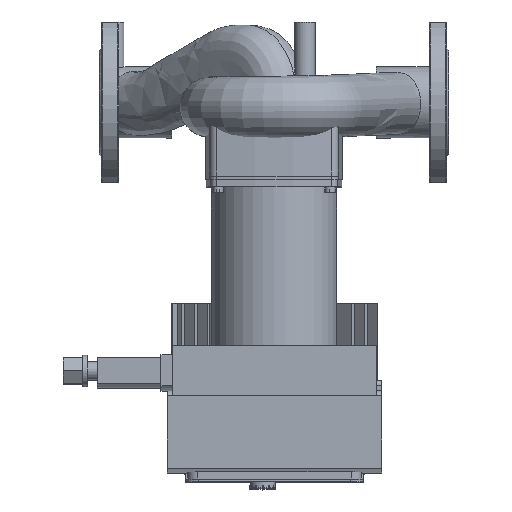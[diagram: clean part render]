
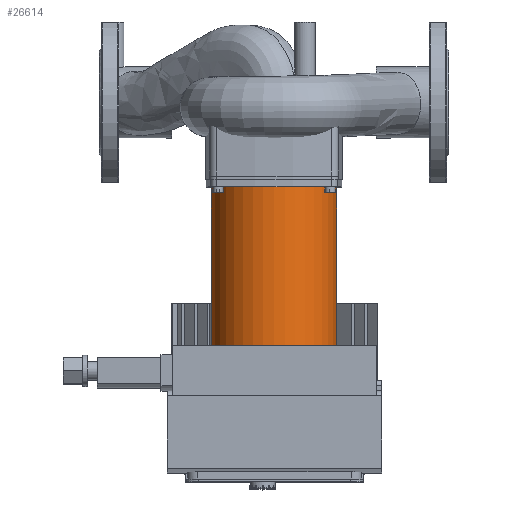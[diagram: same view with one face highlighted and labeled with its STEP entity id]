
A CAD part, top view. The second image highlights one B-rep face of the part: STEP entity #26614.
In plain terms, the highlighted cylindrical face has radius 61 mm (diameter 122 mm), a full revolution.
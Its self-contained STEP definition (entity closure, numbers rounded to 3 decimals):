
#234=FACE_BOUND('',#9321,.T.);
#6061=CYLINDRICAL_SURFACE('',#29163,61.);
#7718=FACE_OUTER_BOUND('',#9320,.T.);
#9320=EDGE_LOOP('',(#23989));
#9321=EDGE_LOOP('',(#23990));
#10375=CIRCLE('',#29164,61.);
#10376=CIRCLE('',#29165,61.);
#12713=VERTEX_POINT('',#80246);
#12714=VERTEX_POINT('',#80248);
#16492=EDGE_CURVE('',#12713,#12713,#10375,.T.);
#16493=EDGE_CURVE('',#12714,#12714,#10376,.T.);
#23989=ORIENTED_EDGE('',*,*,#16492,.T.);
#23990=ORIENTED_EDGE('',*,*,#16493,.F.);
#26614=ADVANCED_FACE('',(#7718,#234),#6061,.T.);
#29163=AXIS2_PLACEMENT_3D('',#80245,#36598,#36599);
#29164=AXIS2_PLACEMENT_3D('',#80247,#36600,#36601);
#29165=AXIS2_PLACEMENT_3D('',#80249,#36602,#36603);
#36598=DIRECTION('center_axis',(0.,-1.,0.));
#36599=DIRECTION('ref_axis',(-1.,0.,0.));
#36600=DIRECTION('center_axis',(0.,1.,0.));
#36601=DIRECTION('ref_axis',(-1.,0.,0.));
#36602=DIRECTION('center_axis',(0.,1.,0.));
#36603=DIRECTION('ref_axis',(-1.,0.,0.));
#80245=CARTESIAN_POINT('Origin',(170.,-82.5,150.));
#80246=CARTESIAN_POINT('',(231.,-237.,150.));
#80247=CARTESIAN_POINT('Origin',(170.,-237.,150.));
#80248=CARTESIAN_POINT('',(170.,-82.5,89.));
#80249=CARTESIAN_POINT('Origin',(170.,-82.5,150.));
